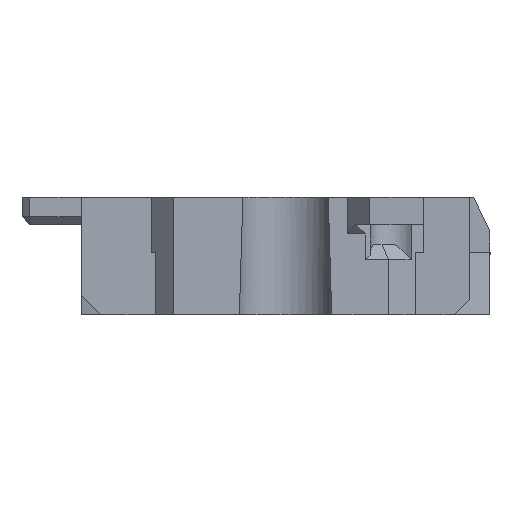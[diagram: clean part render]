
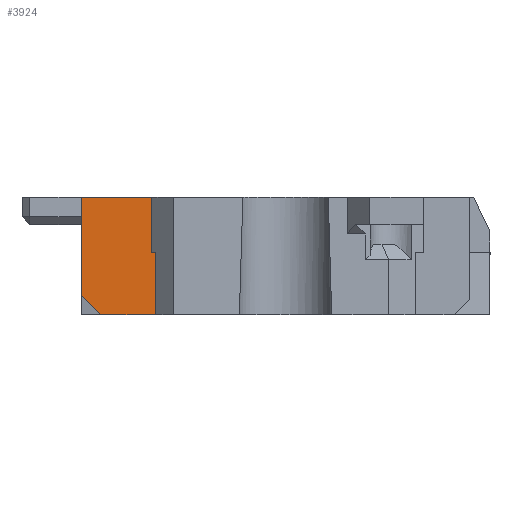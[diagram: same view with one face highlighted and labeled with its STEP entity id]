
A CAD part, front view. The second image highlights one B-rep face of the part: STEP entity #3924.
In plain terms, the highlighted planar face has unit normal (0, -1, 0).
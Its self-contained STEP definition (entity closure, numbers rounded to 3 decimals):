
#54 = VERTEX_POINT ( 'NONE', #5811 ) ;
#136 = DIRECTION ( 'NONE',  ( -1., 0., 0. ) ) ;
#176 = DIRECTION ( 'NONE',  ( 0., 1., 0. ) ) ;
#378 = VERTEX_POINT ( 'NONE', #3934 ) ;
#753 = CARTESIAN_POINT ( 'NONE',  ( 1.734, 34.129, 6.672 ) ) ;
#823 = DIRECTION ( 'NONE',  ( 0., 0., -1. ) ) ;
#1644 = DIRECTION ( 'NONE',  ( 1., 0., 0. ) ) ;
#1698 = LINE ( 'NONE', #3698, #12350 ) ;
#1742 = VERTEX_POINT ( 'NONE', #15692 ) ;
#1758 = LINE ( 'NONE', #10050, #13179 ) ;
#2269 = EDGE_CURVE ( 'NONE', #2750, #11456, #10466, .T. ) ;
#2481 = EDGE_CURVE ( 'NONE', #13649, #54, #1758, .T. ) ;
#2750 = VERTEX_POINT ( 'NONE', #8042 ) ;
#3386 = CARTESIAN_POINT ( 'NONE',  ( 9.734, 34.129, 7.672 ) ) ;
#3698 = CARTESIAN_POINT ( 'NONE',  ( 9.734, 34.129, 22.672 ) ) ;
#3890 = PLANE ( 'NONE',  #14523 ) ;
#3924 = ADVANCED_FACE ( 'NONE', ( #14737 ), #3890, .F. ) ;
#3934 = CARTESIAN_POINT ( 'NONE',  ( 7.234, 34.129, 15.672 ) ) ;
#4453 = ORIENTED_EDGE ( 'NONE', *, *, #13067, .F. ) ;
#5288 = CARTESIAN_POINT ( 'NONE',  ( 7.234, 34.129, 22.672 ) ) ;
#5811 = CARTESIAN_POINT ( 'NONE',  ( -1.716, 34.129, 22.672 ) ) ;
#6153 = LINE ( 'NONE', #6339, #13950 ) ;
#6274 = DIRECTION ( 'NONE',  ( 0., 0., 1. ) ) ;
#6339 = CARTESIAN_POINT ( 'NONE',  ( 9.734, 34.129, 7.672 ) ) ;
#6433 = CARTESIAN_POINT ( 'NONE',  ( 9.734, 34.129, 22.672 ) ) ;
#6962 = DIRECTION ( 'NONE',  ( 0., 0., -1. ) ) ;
#7189 = ORIENTED_EDGE ( 'NONE', *, *, #2269, .F. ) ;
#7550 = LINE ( 'NONE', #10312, #13418 ) ;
#7931 = EDGE_CURVE ( 'NONE', #11456, #1742, #6153, .T. ) ;
#8042 = CARTESIAN_POINT ( 'NONE',  ( 9.734, 34.129, 15.672 ) ) ;
#8774 = ORIENTED_EDGE ( 'NONE', *, *, #12523, .F. ) ;
#9190 = VECTOR ( 'NONE', #6962, 1000. ) ;
#9391 = ORIENTED_EDGE ( 'NONE', *, *, #2481, .F. ) ;
#9457 = CARTESIAN_POINT ( 'NONE',  ( 7.234, 34.129, 22.672 ) ) ;
#9529 = ORIENTED_EDGE ( 'NONE', *, *, #9588, .F. ) ;
#9588 = EDGE_CURVE ( 'NONE', #378, #2750, #7550, .T. ) ;
#10050 = CARTESIAN_POINT ( 'NONE',  ( -1.716, 34.129, 22.672 ) ) ;
#10312 = CARTESIAN_POINT ( 'NONE',  ( 5.734, 34.129, 15.672 ) ) ;
#10466 = LINE ( 'NONE', #12148, #13954 ) ;
#10548 = VERTEX_POINT ( 'NONE', #5288 ) ;
#10682 = EDGE_CURVE ( 'NONE', #10548, #54, #1698, .T. ) ;
#11456 = VERTEX_POINT ( 'NONE', #3386 ) ;
#11495 = LINE ( 'NONE', #9457, #9190 ) ;
#11676 = VECTOR ( 'NONE', #15835, 1000. ) ;
#12148 = CARTESIAN_POINT ( 'NONE',  ( 9.734, 34.129, 22.672 ) ) ;
#12280 = DIRECTION ( 'NONE',  ( -1., 0., 0. ) ) ;
#12300 = CARTESIAN_POINT ( 'NONE',  ( -1.716, 34.129, 10.122 ) ) ;
#12350 = VECTOR ( 'NONE', #12280, 1000. ) ;
#12456 = ORIENTED_EDGE ( 'NONE', *, *, #10682, .T. ) ;
#12523 = EDGE_CURVE ( 'NONE', #1742, #13649, #14988, .T. ) ;
#12895 = DIRECTION ( 'NONE',  ( 1., 0., 0. ) ) ;
#13067 = EDGE_CURVE ( 'NONE', #10548, #378, #11495, .T. ) ;
#13179 = VECTOR ( 'NONE', #6274, 1000. ) ;
#13418 = VECTOR ( 'NONE', #1644, 1000. ) ;
#13649 = VERTEX_POINT ( 'NONE', #12300 ) ;
#13950 = VECTOR ( 'NONE', #136, 1000. ) ;
#13954 = VECTOR ( 'NONE', #823, 1000. ) ;
#14317 = EDGE_LOOP ( 'NONE', ( #8774, #14746, #7189, #9529, #4453, #12456, #9391 ) ) ;
#14523 = AXIS2_PLACEMENT_3D ( 'NONE', #6433, #176, #12895 ) ;
#14737 = FACE_OUTER_BOUND ( 'NONE', #14317, .T. ) ;
#14746 = ORIENTED_EDGE ( 'NONE', *, *, #7931, .F. ) ;
#14988 = LINE ( 'NONE', #753, #11676 ) ;
#15692 = CARTESIAN_POINT ( 'NONE',  ( 0.734, 34.129, 7.672 ) ) ;
#15835 = DIRECTION ( 'NONE',  ( -0.707, 0., 0.707 ) ) ;
